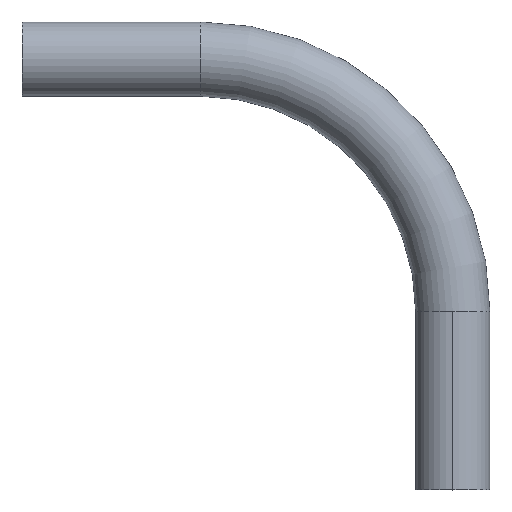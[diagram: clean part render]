
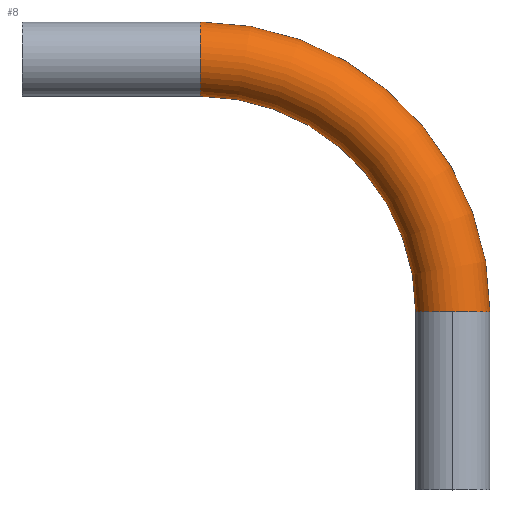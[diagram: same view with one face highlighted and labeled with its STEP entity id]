
A CAD part, top view. The second image highlights one B-rep face of the part: STEP entity #8.
In plain terms, the highlighted toroidal (fillet/blend) face has major radius 85 mm and minor radius 12.5 mm.
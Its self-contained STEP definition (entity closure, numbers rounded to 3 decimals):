
#8 = ADVANCED_FACE ( 'NONE', ( #391 ), #394, .T. ) ;
#48 = AXIS2_PLACEMENT_3D ( 'NONE', #138, #285, #265 ) ;
#49 = AXIS2_PLACEMENT_3D ( 'NONE', #271, #246, #260 ) ;
#57 = AXIS2_PLACEMENT_3D ( 'NONE', #185, #186, #189 ) ;
#58 = AXIS2_PLACEMENT_3D ( 'NONE', #176, #177, #180 ) ;
#63 = AXIS2_PLACEMENT_3D ( 'NONE', #243, #225, #269 ) ;
#81 = AXIS2_PLACEMENT_3D ( 'NONE', #263, #143, #235 ) ;
#82 = EDGE_CURVE ( 'NONE', #364, #390, #423, .T. ) ;
#87 = EDGE_CURVE ( 'NONE', #364, #372, #426, .T. ) ;
#89 = EDGE_CURVE ( 'NONE', #372, #374, #430, .T. ) ;
#100 = EDGE_CURVE ( 'NONE', #390, #385, #443, .T. ) ;
#104 = EDGE_CURVE ( 'NONE', #385, #374, #445, .T. ) ;
#138 = CARTESIAN_POINT ( 'NONE',  ( 0., 60., 0. ) ) ;
#143 = DIRECTION ( 'NONE',  ( 0., 0., -1. ) ) ;
#176 = CARTESIAN_POINT ( 'NONE',  ( -85., 145., 0. ) ) ;
#177 = DIRECTION ( 'NONE',  ( -1., 0., 0. ) ) ;
#180 = DIRECTION ( 'NONE',  ( 0., -1., 0. ) ) ;
#181 = CARTESIAN_POINT ( 'NONE',  ( -85., 132.5, 0. ) ) ;
#185 = CARTESIAN_POINT ( 'NONE',  ( -85., 60., 0. ) ) ;
#186 = DIRECTION ( 'NONE',  ( 0., 0., -1. ) ) ;
#189 = DIRECTION ( 'NONE',  ( -1., 0., 0. ) ) ;
#197 = CARTESIAN_POINT ( 'NONE',  ( -12.5, 60., 0. ) ) ;
#199 = CARTESIAN_POINT ( 'NONE',  ( 0., 60., 12.5 ) ) ;
#214 = CARTESIAN_POINT ( 'NONE',  ( -85., 157.5, 0. ) ) ;
#225 = DIRECTION ( 'NONE',  ( 0., 0., -1. ) ) ;
#235 = DIRECTION ( 'NONE',  ( -1., 0., 0. ) ) ;
#243 = CARTESIAN_POINT ( 'NONE',  ( -85., 60., 0. ) ) ;
#246 = DIRECTION ( 'NONE',  ( 0., 1., 0. ) ) ;
#254 = CARTESIAN_POINT ( 'NONE',  ( 12.5, 60., 0. ) ) ;
#260 = DIRECTION ( 'NONE',  ( -1., 0., 0. ) ) ;
#263 = CARTESIAN_POINT ( 'NONE',  ( -85., 60., 0. ) ) ;
#265 = DIRECTION ( 'NONE',  ( -1., 0., 0. ) ) ;
#269 = DIRECTION ( 'NONE',  ( -1., 0., 0. ) ) ;
#271 = CARTESIAN_POINT ( 'NONE',  ( 0., 60., 0. ) ) ;
#285 = DIRECTION ( 'NONE',  ( 0., 1., 0. ) ) ;
#289 = ORIENTED_EDGE ( 'NONE', *, *, #100, .T. ) ;
#330 = ORIENTED_EDGE ( 'NONE', *, *, #89, .F. ) ;
#335 = ORIENTED_EDGE ( 'NONE', *, *, #87, .F. ) ;
#337 = ORIENTED_EDGE ( 'NONE', *, *, #82, .T. ) ;
#341 = ORIENTED_EDGE ( 'NONE', *, *, #104, .T. ) ;
#362 = EDGE_LOOP ( 'NONE', ( #330, #335, #337, #289, #341 ) ) ;
#364 = VERTEX_POINT ( 'NONE', #181 ) ;
#372 = VERTEX_POINT ( 'NONE', #214 ) ;
#374 = VERTEX_POINT ( 'NONE', #254 ) ;
#385 = VERTEX_POINT ( 'NONE', #199 ) ;
#390 = VERTEX_POINT ( 'NONE', #197 ) ;
#391 = FACE_OUTER_BOUND ( 'NONE', #362, .T. ) ;
#394 = TOROIDAL_SURFACE ( 'NONE', #81, 85., 12.5 ) ;
#423 = CIRCLE ( 'NONE', #63, 72.5 ) ;
#426 = CIRCLE ( 'NONE', #58, 12.5 ) ;
#430 = CIRCLE ( 'NONE', #57, 97.5 ) ;
#443 = CIRCLE ( 'NONE', #49, 12.5 ) ;
#445 = CIRCLE ( 'NONE', #48, 12.5 ) ;
